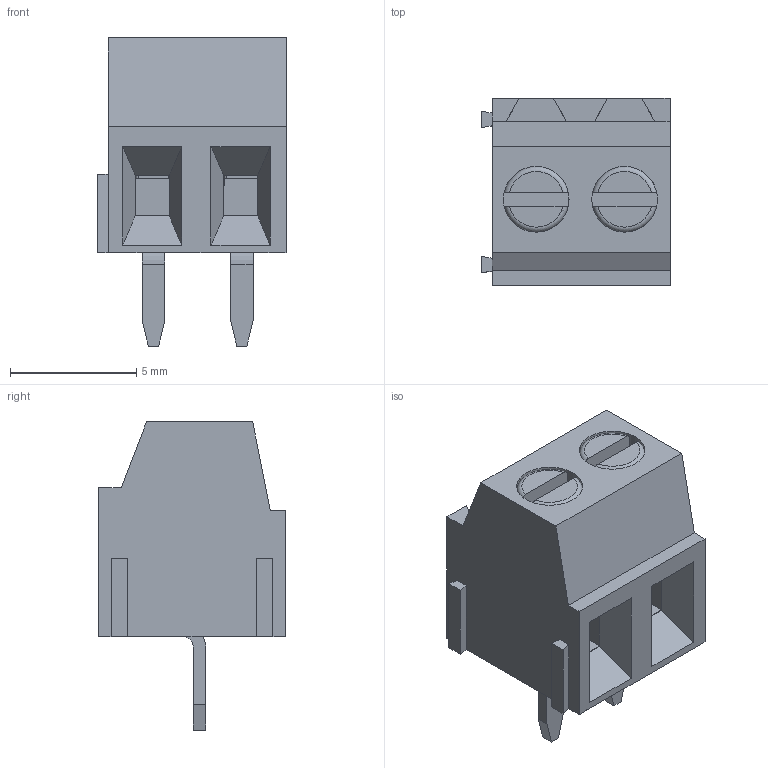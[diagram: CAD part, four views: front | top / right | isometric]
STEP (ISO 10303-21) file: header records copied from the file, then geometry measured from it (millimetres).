
FILE_DESCRIPTION( ( 'Unknown' ), '1' );
FILE_NAME( '691214110002.stp', 'Unknown', ( 'Unknown' ), ( 'Unknown' ), 'PSStep 18.0.17', 'Unknown', ' ' );
FILE_SCHEMA( ( 'AUTOMOTIVE_DESIGN { 1 0 10303 214 1 1 1 1 }' ) );
Length unit declared in the file: millimetre
Products named in the file (5): Assem1; 691214110002; 6912141100xx_CAGE; 6912141100xx_PIN; 6912141100xx_VIS
Assembly tree (7 placements, depth 2):
  Assem1
    691214110002
    6912141100xx_CAGE  x2
    6912141100xx_PIN  x2
    6912141100xx_VIS  x2
Bounding box: 7.45 x 7.4 x 12.2 mm (x, y, z)
Volume: 271.3 mm3; surface area: 943.9 mm2
Topology: 7 solids, 7 shells, 206 faces, 564 edges, 370 vertices
Faces by surface type: plane 158, cylinder 36, cone 6, torus 6
Full cylindrical faces by diameter (mm): 1.5 x2, 1.6 x2, 2.6 x4
Entity records: 5624 total; most frequent: CARTESIAN_POINT 795, ORIENTED_EDGE 752, DIRECTION 718, EDGE_CURVE 376, LINE 324, VECTOR 324, VERTEX_POINT 250, AXIS2_PLACEMENT_3D 197
